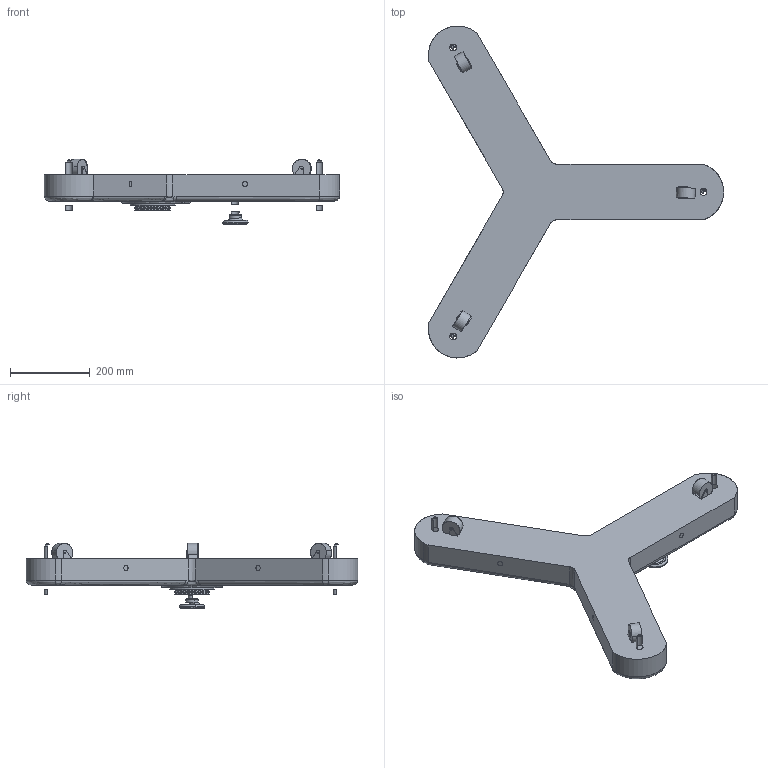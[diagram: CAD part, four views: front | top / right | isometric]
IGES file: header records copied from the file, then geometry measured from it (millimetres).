
Start section: SolidWorks IGES file using analytic representation for surfaces
Global section: file name: 230-F-6.IGS; native system: SolidWorks 2014; preprocessor: SolidWorks 2014; author: igipson; date: 140826.135727; units: inch
Bounding box: 741.74 x 833.76 x 164.03 mm (x, y, z)
Surface area: 577100.2 mm2 (no closed solid volume)
Topology: 0 solids, 0 shells, 508 faces, 5128 edges, 5130 vertices
Faces by surface type: bspline 436, revolution 72
